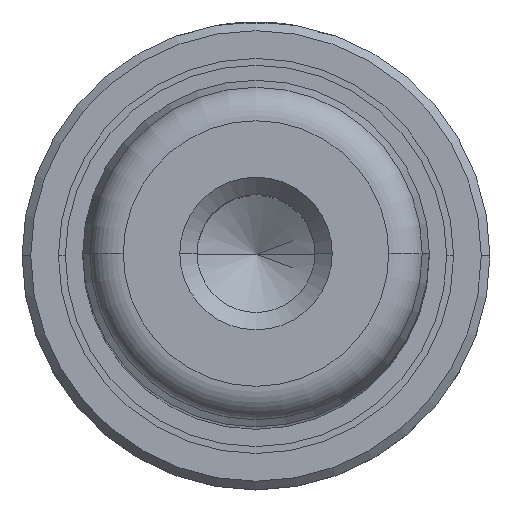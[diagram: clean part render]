
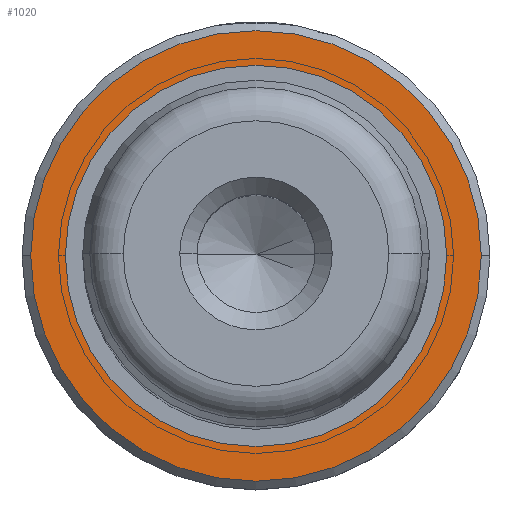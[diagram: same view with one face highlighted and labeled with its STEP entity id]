
A CAD part, top view. The second image highlights one B-rep face of the part: STEP entity #1020.
In plain terms, the highlighted planar face has unit normal (0, 0, 1).
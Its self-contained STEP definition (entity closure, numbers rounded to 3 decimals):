
#97 = CIRCLE ( 'NONE', #1209, 13. ) ;
#154 = EDGE_LOOP ( 'NONE', ( #1596, #2358 ) ) ;
#192 = VERTEX_POINT ( 'NONE', #1139 ) ;
#215 = CIRCLE ( 'NONE', #391, 11. ) ;
#217 = FACE_OUTER_BOUND ( 'NONE', #986, .T. ) ;
#297 = DIRECTION ( 'NONE',  ( -1., 0., 0. ) ) ;
#300 = DIRECTION ( 'NONE',  ( 0., 0., -1. ) ) ;
#309 = CARTESIAN_POINT ( 'NONE',  ( 0., 0., 70. ) ) ;
#316 = CIRCLE ( 'NONE', #1565, 13. ) ;
#320 = ORIENTED_EDGE ( 'NONE', *, *, #2313, .T. ) ;
#370 = DIRECTION ( 'NONE',  ( -1., 0., 0. ) ) ;
#391 = AXIS2_PLACEMENT_3D ( 'NONE', #536, #469, #370 ) ;
#469 = DIRECTION ( 'NONE',  ( 0., 0., -1. ) ) ;
#477 = ORIENTED_EDGE ( 'NONE', *, *, #2237, .T. ) ;
#536 = CARTESIAN_POINT ( 'NONE',  ( 0., 0., 70. ) ) ;
#777 = DIRECTION ( 'NONE',  ( -1., 0., 0. ) ) ;
#785 = DIRECTION ( 'NONE',  ( 0., 0., 1. ) ) ;
#793 = CARTESIAN_POINT ( 'NONE',  ( 0., 0., 70. ) ) ;
#895 = CARTESIAN_POINT ( 'NONE',  ( -11., 0., 70. ) ) ;
#920 = CARTESIAN_POINT ( 'NONE',  ( 13., 0., 70. ) ) ;
#986 = EDGE_LOOP ( 'NONE', ( #477, #320 ) ) ;
#1020 = ADVANCED_FACE ( 'NONE', ( #2169, #217 ), #2138, .F. ) ;
#1139 = CARTESIAN_POINT ( 'NONE',  ( -13., 0., 70. ) ) ;
#1209 = AXIS2_PLACEMENT_3D ( 'NONE', #1652, #1638, #1636 ) ;
#1383 = CIRCLE ( 'NONE', #2007, 11. ) ;
#1421 = VERTEX_POINT ( 'NONE', #920 ) ;
#1437 = VERTEX_POINT ( 'NONE', #895 ) ;
#1528 = CARTESIAN_POINT ( 'NONE',  ( 11., 0., 70. ) ) ;
#1535 = AXIS2_PLACEMENT_3D ( 'NONE', #2147, #2060, #2054 ) ;
#1565 = AXIS2_PLACEMENT_3D ( 'NONE', #793, #785, #777 ) ;
#1594 = EDGE_CURVE ( 'NONE', #1437, #1928, #1383, .T. ) ;
#1596 = ORIENTED_EDGE ( 'NONE', *, *, #1594, .T. ) ;
#1636 = DIRECTION ( 'NONE',  ( -1., 0., 0. ) ) ;
#1638 = DIRECTION ( 'NONE',  ( 0., 0., 1. ) ) ;
#1652 = CARTESIAN_POINT ( 'NONE',  ( 0., 0., 70. ) ) ;
#1928 = VERTEX_POINT ( 'NONE', #1528 ) ;
#2007 = AXIS2_PLACEMENT_3D ( 'NONE', #309, #300, #297 ) ;
#2054 = DIRECTION ( 'NONE',  ( -1., 0., 0. ) ) ;
#2060 = DIRECTION ( 'NONE',  ( 0., 0., -1. ) ) ;
#2132 = EDGE_CURVE ( 'NONE', #1928, #1437, #215, .T. ) ;
#2138 = PLANE ( 'NONE',  #1535 ) ;
#2147 = CARTESIAN_POINT ( 'NONE',  ( 10., 0., 70. ) ) ;
#2169 = FACE_BOUND ( 'NONE', #154, .T. ) ;
#2237 = EDGE_CURVE ( 'NONE', #192, #1421, #97, .T. ) ;
#2313 = EDGE_CURVE ( 'NONE', #1421, #192, #316, .T. ) ;
#2358 = ORIENTED_EDGE ( 'NONE', *, *, #2132, .T. ) ;
